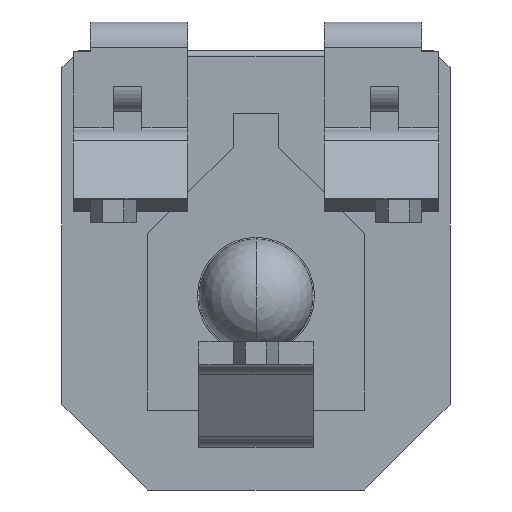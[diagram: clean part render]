
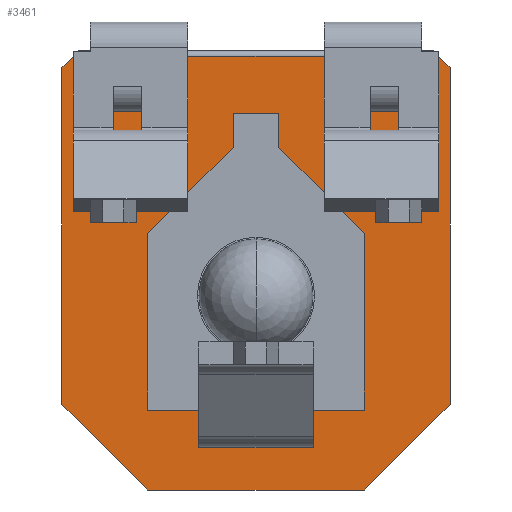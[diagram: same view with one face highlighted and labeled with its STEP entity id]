
A CAD part, front view. The second image highlights one B-rep face of the part: STEP entity #3461.
In plain terms, the highlighted planar face has unit normal (0, -1, 0).
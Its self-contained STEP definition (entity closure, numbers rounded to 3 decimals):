
#1=DIRECTION('',(-1.,0.,0.));
#2=VECTOR('',#1,0.8);
#3=CARTESIAN_POINT('',(-1.2,0.,2.957));
#4=LINE('',#3,#2);
#5=DIRECTION('',(0.,0.,-1.));
#6=VECTOR('',#5,1.243);
#7=CARTESIAN_POINT('',(-1.2,0.,4.2));
#8=LINE('',#7,#6);
#9=DIRECTION('',(-1.,0.,0.));
#10=VECTOR('',#9,2.4);
#11=CARTESIAN_POINT('',(1.2,0.,4.2));
#12=LINE('',#11,#10);
#13=DIRECTION('',(0.,0.,-1.));
#14=VECTOR('',#13,1.243);
#15=CARTESIAN_POINT('',(1.2,0.,4.2));
#16=LINE('',#15,#14);
#17=DIRECTION('',(-1.,0.,0.));
#18=VECTOR('',#17,0.8);
#19=CARTESIAN_POINT('',(2.,0.,2.957));
#20=LINE('',#19,#18);
#21=DIRECTION('',(0.,0.,1.));
#22=VECTOR('',#21,0.268);
#23=CARTESIAN_POINT('',(2.,0.,2.957));
#24=LINE('',#23,#22);
#25=DIRECTION('',(-1.,0.,0.));
#26=VECTOR('',#25,0.5);
#27=CARTESIAN_POINT('',(2.5,0.,3.225));
#28=LINE('',#27,#26);
#29=DIRECTION('',(0.,0.,-1.));
#30=VECTOR('',#29,0.268);
#31=CARTESIAN_POINT('',(2.5,0.,3.225));
#32=LINE('',#31,#30);
#33=DIRECTION('',(-1.,0.,0.));
#34=VECTOR('',#33,0.7);
#35=CARTESIAN_POINT('',(3.2,0.,2.957));
#36=LINE('',#35,#34);
#37=DIRECTION('',(0.,0.,-1.));
#38=VECTOR('',#37,1.243);
#39=CARTESIAN_POINT('',(3.2,0.,4.2));
#40=LINE('',#39,#38);
#41=DIRECTION('',(-0.707,0.,0.707));
#42=VECTOR('',#41,0.283);
#43=CARTESIAN_POINT('',(3.4,0.,4.));
#44=LINE('',#43,#42);
#45=DIRECTION('',(0.,0.,-1.));
#46=VECTOR('',#45,5.9);
#47=CARTESIAN_POINT('',(3.4,0.,4.));
#48=LINE('',#47,#46);
#49=DIRECTION('',(0.707,0.,0.707));
#50=VECTOR('',#49,2.121);
#51=CARTESIAN_POINT('',(1.9,0.,-3.4));
#52=LINE('',#51,#50);
#53=DIRECTION('',(-1.,0.,0.));
#54=VECTOR('',#53,3.8);
#55=CARTESIAN_POINT('',(1.9,0.,-3.4));
#56=LINE('',#55,#54);
#57=DIRECTION('',(0.707,0.,-0.707));
#58=VECTOR('',#57,2.121);
#59=CARTESIAN_POINT('',(-3.4,0.,-1.9));
#60=LINE('',#59,#58);
#61=DIRECTION('',(0.,0.,1.));
#62=VECTOR('',#61,5.9);
#63=CARTESIAN_POINT('',(-3.4,0.,-1.9));
#64=LINE('',#63,#62);
#65=DIRECTION('',(-0.707,0.,-0.707));
#66=VECTOR('',#65,0.283);
#67=CARTESIAN_POINT('',(-3.2,0.,4.2));
#68=LINE('',#67,#66);
#69=DIRECTION('',(0.,0.,-1.));
#70=VECTOR('',#69,1.243);
#71=CARTESIAN_POINT('',(-3.2,0.,4.2));
#72=LINE('',#71,#70);
#73=DIRECTION('',(-1.,0.,0.));
#74=VECTOR('',#73,0.7);
#75=CARTESIAN_POINT('',(-2.5,0.,2.957));
#76=LINE('',#75,#74);
#77=DIRECTION('',(0.,0.,-1.));
#78=VECTOR('',#77,0.268);
#79=CARTESIAN_POINT('',(-2.5,0.,3.225));
#80=LINE('',#79,#78);
#81=DIRECTION('',(-1.,0.,0.));
#82=VECTOR('',#81,0.5);
#83=CARTESIAN_POINT('',(-2.,0.,3.225));
#84=LINE('',#83,#82);
#85=DIRECTION('',(0.,0.,1.));
#86=VECTOR('',#85,0.268);
#87=CARTESIAN_POINT('',(-2.,0.,2.957));
#88=LINE('',#87,#86);
#89=DIRECTION('',(0.,0.,1.));
#90=VECTOR('',#89,3.1);
#91=CARTESIAN_POINT('',(-1.9,0.,-2.));
#92=LINE('',#91,#90);
#93=DIRECTION('',(-1.,0.,0.));
#94=VECTOR('',#93,0.9);
#95=CARTESIAN_POINT('',(-1.,0.,-2.));
#96=LINE('',#95,#94);
#97=DIRECTION('',(0.,0.,1.));
#98=VECTOR('',#97,0.2);
#99=CARTESIAN_POINT('',(-1.,0.,-2.2));
#100=LINE('',#99,#98);
#101=DIRECTION('',(-1.,0.,0.));
#102=VECTOR('',#101,2.);
#103=CARTESIAN_POINT('',(1.,0.,-2.2));
#104=LINE('',#103,#102);
#105=DIRECTION('',(0.,0.,-1.));
#106=VECTOR('',#105,0.2);
#107=CARTESIAN_POINT('',(1.,0.,-2.));
#108=LINE('',#107,#106);
#109=DIRECTION('',(-1.,0.,0.));
#110=VECTOR('',#109,0.9);
#111=CARTESIAN_POINT('',(1.9,0.,-2.));
#112=LINE('',#111,#110);
#113=DIRECTION('',(0.,0.,-1.));
#114=VECTOR('',#113,3.1);
#115=CARTESIAN_POINT('',(1.9,0.,1.1));
#116=LINE('',#115,#114);
#117=DIRECTION('',(0.707,0.,-0.707));
#118=VECTOR('',#117,2.121);
#119=CARTESIAN_POINT('',(0.4,0.,2.6));
#120=LINE('',#119,#118);
#121=DIRECTION('',(0.,0.,-1.));
#122=VECTOR('',#121,0.6);
#123=CARTESIAN_POINT('',(0.4,0.,3.2));
#124=LINE('',#123,#122);
#125=DIRECTION('',(1.,0.,0.));
#126=VECTOR('',#125,0.8);
#127=CARTESIAN_POINT('',(-0.4,0.,3.2));
#128=LINE('',#127,#126);
#129=DIRECTION('',(0.,0.,1.));
#130=VECTOR('',#129,0.6);
#131=CARTESIAN_POINT('',(-0.4,0.,2.6));
#132=LINE('',#131,#130);
#133=DIRECTION('',(0.707,0.,0.707));
#134=VECTOR('',#133,2.121);
#135=CARTESIAN_POINT('',(-1.9,0.,1.1));
#136=LINE('',#135,#134);
#2758=CARTESIAN_POINT('',(1.9,0.,-3.4));
#2759=CARTESIAN_POINT('',(3.4,0.,-1.9));
#2760=VERTEX_POINT('',#2758);
#2761=VERTEX_POINT('',#2759);
#2766=CARTESIAN_POINT('',(-3.4,0.,-1.9));
#2767=CARTESIAN_POINT('',(-1.9,0.,-3.4));
#2768=VERTEX_POINT('',#2766);
#2769=VERTEX_POINT('',#2767);
#2775=CARTESIAN_POINT('',(3.4,0.,4.));
#2777=VERTEX_POINT('',#2775);
#2779=CARTESIAN_POINT('',(-3.4,0.,4.));
#2781=VERTEX_POINT('',#2779);
#2882=CARTESIAN_POINT('',(-1.9,0.,-2.));
#2883=CARTESIAN_POINT('',(-1.9,0.,1.1));
#2884=VERTEX_POINT('',#2882);
#2885=VERTEX_POINT('',#2883);
#2886=CARTESIAN_POINT('',(-0.4,0.,3.2));
#2887=CARTESIAN_POINT('',(0.4,0.,3.2));
#2888=VERTEX_POINT('',#2886);
#2889=VERTEX_POINT('',#2887);
#2890=CARTESIAN_POINT('',(0.4,0.,2.6));
#2891=VERTEX_POINT('',#2890);
#2892=CARTESIAN_POINT('',(1.9,0.,1.1));
#2893=CARTESIAN_POINT('',(1.9,0.,-2.));
#2894=VERTEX_POINT('',#2892);
#2895=VERTEX_POINT('',#2893);
#2896=CARTESIAN_POINT('',(-1.,0.,-2.));
#2897=VERTEX_POINT('',#2896);
#2902=CARTESIAN_POINT('',(-0.4,0.,2.6));
#2903=VERTEX_POINT('',#2902);
#2904=CARTESIAN_POINT('',(1.,0.,-2.));
#2905=VERTEX_POINT('',#2904);
#2906=CARTESIAN_POINT('',(1.,0.,-2.2));
#2907=VERTEX_POINT('',#2906);
#2908=CARTESIAN_POINT('',(-1.,0.,-2.2));
#2909=VERTEX_POINT('',#2908);
#3090=CARTESIAN_POINT('',(3.2,0.,2.957));
#3091=CARTESIAN_POINT('',(2.5,0.,2.957));
#3092=VERTEX_POINT('',#3090);
#3093=VERTEX_POINT('',#3091);
#3094=CARTESIAN_POINT('',(2.,0.,2.957));
#3095=CARTESIAN_POINT('',(1.2,0.,2.957));
#3096=VERTEX_POINT('',#3094);
#3097=VERTEX_POINT('',#3095);
#3098=CARTESIAN_POINT('',(3.2,0.,4.2));
#3099=VERTEX_POINT('',#3098);
#3100=CARTESIAN_POINT('',(2.5,0.,3.225));
#3101=VERTEX_POINT('',#3100);
#3102=CARTESIAN_POINT('',(2.,0.,3.225));
#3103=VERTEX_POINT('',#3102);
#3104=CARTESIAN_POINT('',(1.2,0.,4.2));
#3105=VERTEX_POINT('',#3104);
#3299=CARTESIAN_POINT('',(-1.2,0.,2.957));
#3300=CARTESIAN_POINT('',(-2.,0.,2.957));
#3301=VERTEX_POINT('',#3299);
#3302=VERTEX_POINT('',#3300);
#3303=CARTESIAN_POINT('',(-2.5,0.,2.957));
#3304=CARTESIAN_POINT('',(-3.2,0.,2.957));
#3305=VERTEX_POINT('',#3303);
#3306=VERTEX_POINT('',#3304);
#3307=CARTESIAN_POINT('',(-3.2,0.,4.2));
#3308=VERTEX_POINT('',#3307);
#3309=CARTESIAN_POINT('',(-2.5,0.,3.225));
#3310=VERTEX_POINT('',#3309);
#3311=CARTESIAN_POINT('',(-2.,0.,3.225));
#3312=VERTEX_POINT('',#3311);
#3313=CARTESIAN_POINT('',(-1.2,0.,4.2));
#3314=VERTEX_POINT('',#3313);
#3384=CARTESIAN_POINT('',(0.,0.,0.));
#3385=DIRECTION('',(0.,1.,0.));
#3386=DIRECTION('',(1.,0.,0.));
#3387=AXIS2_PLACEMENT_3D('',#3384,#3385,#3386);
#3388=PLANE('',#3387);
#3390=ORIENTED_EDGE('',*,*,#3389,.F.);
#3392=ORIENTED_EDGE('',*,*,#3391,.F.);
#3394=ORIENTED_EDGE('',*,*,#3393,.F.);
#3396=ORIENTED_EDGE('',*,*,#3395,.T.);
#3398=ORIENTED_EDGE('',*,*,#3397,.F.);
#3400=ORIENTED_EDGE('',*,*,#3399,.T.);
#3402=ORIENTED_EDGE('',*,*,#3401,.F.);
#3404=ORIENTED_EDGE('',*,*,#3403,.T.);
#3406=ORIENTED_EDGE('',*,*,#3405,.F.);
#3408=ORIENTED_EDGE('',*,*,#3407,.F.);
#3410=ORIENTED_EDGE('',*,*,#3409,.F.);
#3412=ORIENTED_EDGE('',*,*,#3411,.T.);
#3414=ORIENTED_EDGE('',*,*,#3413,.F.);
#3416=ORIENTED_EDGE('',*,*,#3415,.T.);
#3418=ORIENTED_EDGE('',*,*,#3417,.F.);
#3420=ORIENTED_EDGE('',*,*,#3419,.T.);
#3422=ORIENTED_EDGE('',*,*,#3421,.F.);
#3424=ORIENTED_EDGE('',*,*,#3423,.T.);
#3426=ORIENTED_EDGE('',*,*,#3425,.F.);
#3428=ORIENTED_EDGE('',*,*,#3427,.F.);
#3430=ORIENTED_EDGE('',*,*,#3429,.F.);
#3432=ORIENTED_EDGE('',*,*,#3431,.F.);
#3433=EDGE_LOOP('',(#3390,#3392,#3394,#3396,#3398,#3400,#3402,#3404,#3406,#3408,
#3410,#3412,#3414,#3416,#3418,#3420,#3422,#3424,#3426,#3428,#3430,#3432));
#3434=FACE_OUTER_BOUND('',#3433,.F.);
#3436=ORIENTED_EDGE('',*,*,#3435,.F.);
#3438=ORIENTED_EDGE('',*,*,#3437,.F.);
#3440=ORIENTED_EDGE('',*,*,#3439,.F.);
#3442=ORIENTED_EDGE('',*,*,#3441,.F.);
#3444=ORIENTED_EDGE('',*,*,#3443,.F.);
#3446=ORIENTED_EDGE('',*,*,#3445,.F.);
#3448=ORIENTED_EDGE('',*,*,#3447,.F.);
#3450=ORIENTED_EDGE('',*,*,#3449,.F.);
#3452=ORIENTED_EDGE('',*,*,#3451,.F.);
#3454=ORIENTED_EDGE('',*,*,#3453,.F.);
#3456=ORIENTED_EDGE('',*,*,#3455,.F.);
#3458=ORIENTED_EDGE('',*,*,#3457,.F.);
#3459=EDGE_LOOP('',(#3436,#3438,#3440,#3442,#3444,#3446,#3448,#3450,#3452,#3454,
#3456,#3458));
#3460=FACE_BOUND('',#3459,.F.);
#3461=ADVANCED_FACE('',(#3434,#3460),#3388,.F.);
#3389=EDGE_CURVE('',#3301,#3302,#4,.T.);
#3391=EDGE_CURVE('',#3314,#3301,#8,.T.);
#3393=EDGE_CURVE('',#3105,#3314,#12,.T.);
#3395=EDGE_CURVE('',#3105,#3097,#16,.T.);
#3397=EDGE_CURVE('',#3096,#3097,#20,.T.);
#3399=EDGE_CURVE('',#3096,#3103,#24,.T.);
#3401=EDGE_CURVE('',#3101,#3103,#28,.T.);
#3403=EDGE_CURVE('',#3101,#3093,#32,.T.);
#3405=EDGE_CURVE('',#3092,#3093,#36,.T.);
#3407=EDGE_CURVE('',#3099,#3092,#40,.T.);
#3409=EDGE_CURVE('',#2777,#3099,#44,.T.);
#3411=EDGE_CURVE('',#2777,#2761,#48,.T.);
#3413=EDGE_CURVE('',#2760,#2761,#52,.T.);
#3415=EDGE_CURVE('',#2760,#2769,#56,.T.);
#3417=EDGE_CURVE('',#2768,#2769,#60,.T.);
#3419=EDGE_CURVE('',#2768,#2781,#64,.T.);
#3421=EDGE_CURVE('',#3308,#2781,#68,.T.);
#3423=EDGE_CURVE('',#3308,#3306,#72,.T.);
#3425=EDGE_CURVE('',#3305,#3306,#76,.T.);
#3427=EDGE_CURVE('',#3310,#3305,#80,.T.);
#3429=EDGE_CURVE('',#3312,#3310,#84,.T.);
#3431=EDGE_CURVE('',#3302,#3312,#88,.T.);
#3435=EDGE_CURVE('',#2884,#2885,#92,.T.);
#3437=EDGE_CURVE('',#2897,#2884,#96,.T.);
#3439=EDGE_CURVE('',#2909,#2897,#100,.T.);
#3441=EDGE_CURVE('',#2907,#2909,#104,.T.);
#3443=EDGE_CURVE('',#2905,#2907,#108,.T.);
#3445=EDGE_CURVE('',#2895,#2905,#112,.T.);
#3447=EDGE_CURVE('',#2894,#2895,#116,.T.);
#3449=EDGE_CURVE('',#2891,#2894,#120,.T.);
#3451=EDGE_CURVE('',#2889,#2891,#124,.T.);
#3453=EDGE_CURVE('',#2888,#2889,#128,.T.);
#3455=EDGE_CURVE('',#2903,#2888,#132,.T.);
#3457=EDGE_CURVE('',#2885,#2903,#136,.T.);
